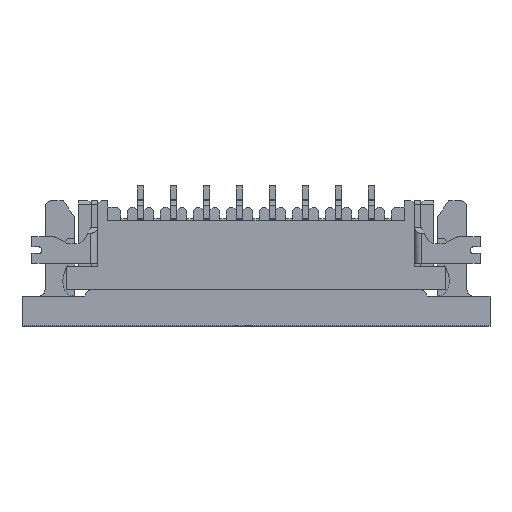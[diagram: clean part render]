
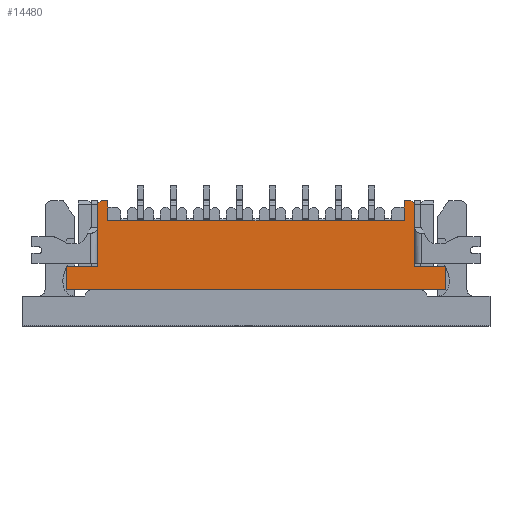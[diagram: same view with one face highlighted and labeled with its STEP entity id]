
A CAD part, top view. The second image highlights one B-rep face of the part: STEP entity #14480.
In plain terms, the highlighted planar face has unit normal (0, 0, 1).
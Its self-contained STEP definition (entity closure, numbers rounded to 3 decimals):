
#825=ORIENTED_EDGE('',*,*,#5208,.T.);
#826=ORIENTED_EDGE('',*,*,#5209,.T.);
#827=ORIENTED_EDGE('',*,*,#5210,.T.);
#828=ORIENTED_EDGE('',*,*,#5211,.T.);
#829=ORIENTED_EDGE('',*,*,#5212,.T.);
#830=ORIENTED_EDGE('',*,*,#5213,.F.);
#831=ORIENTED_EDGE('',*,*,#5214,.F.);
#832=ORIENTED_EDGE('',*,*,#5215,.T.);
#833=ORIENTED_EDGE('',*,*,#5216,.T.);
#834=ORIENTED_EDGE('',*,*,#5217,.T.);
#835=ORIENTED_EDGE('',*,*,#5218,.F.);
#836=ORIENTED_EDGE('',*,*,#5219,.F.);
#837=ORIENTED_EDGE('',*,*,#5220,.T.);
#838=ORIENTED_EDGE('',*,*,#5221,.T.);
#5208=EDGE_CURVE('',#7383,#7384,#8820,.T.);
#5209=EDGE_CURVE('',#7384,#7385,#8821,.T.);
#5210=EDGE_CURVE('',#7385,#7386,#8822,.T.);
#5211=EDGE_CURVE('',#7386,#7387,#8823,.T.);
#5212=EDGE_CURVE('',#7387,#7388,#8824,.T.);
#5213=EDGE_CURVE('',#7389,#7388,#8825,.T.);
#5214=EDGE_CURVE('',#7390,#7389,#8826,.T.);
#5215=EDGE_CURVE('',#7390,#7391,#8827,.T.);
#5216=EDGE_CURVE('',#7391,#7392,#8828,.T.);
#5217=EDGE_CURVE('',#7392,#7393,#8829,.T.);
#5218=EDGE_CURVE('',#7394,#7393,#8830,.T.);
#5219=EDGE_CURVE('',#7395,#7394,#8831,.T.);
#5220=EDGE_CURVE('',#7395,#7396,#8832,.T.);
#5221=EDGE_CURVE('',#7396,#7383,#8833,.T.);
#7383=VERTEX_POINT('',#20743);
#7384=VERTEX_POINT('',#20744);
#7385=VERTEX_POINT('',#20746);
#7386=VERTEX_POINT('',#20748);
#7387=VERTEX_POINT('',#20750);
#7388=VERTEX_POINT('',#20752);
#7389=VERTEX_POINT('',#20754);
#7390=VERTEX_POINT('',#20756);
#7391=VERTEX_POINT('',#20758);
#7392=VERTEX_POINT('',#20760);
#7393=VERTEX_POINT('',#20762);
#7394=VERTEX_POINT('',#20764);
#7395=VERTEX_POINT('',#20766);
#7396=VERTEX_POINT('',#20768);
#8820=LINE('',#20742,#10740);
#8821=LINE('',#20745,#10741);
#8822=LINE('',#20747,#10742);
#8823=LINE('',#20749,#10743);
#8824=LINE('',#20751,#10744);
#8825=LINE('',#20753,#10745);
#8826=LINE('',#20755,#10746);
#8827=LINE('',#20757,#10747);
#8828=LINE('',#20759,#10748);
#8829=LINE('',#20761,#10749);
#8830=LINE('',#20763,#10750);
#8831=LINE('',#20765,#10751);
#8832=LINE('',#20767,#10752);
#8833=LINE('',#20769,#10753);
#10740=VECTOR('',#16655,1000.);
#10741=VECTOR('',#16656,1000.);
#10742=VECTOR('',#16657,1000.);
#10743=VECTOR('',#16658,1000.);
#10744=VECTOR('',#16659,1000.);
#10745=VECTOR('',#16660,1000.);
#10746=VECTOR('',#16661,1000.);
#10747=VECTOR('',#16662,1000.);
#10748=VECTOR('',#16663,1000.);
#10749=VECTOR('',#16664,1000.);
#10750=VECTOR('',#16665,1000.);
#10751=VECTOR('',#16666,1000.);
#10752=VECTOR('',#16667,1000.);
#10753=VECTOR('',#16668,1000.);
#12476=EDGE_LOOP('',(#825,#826,#827,#828,#829,#830,#831,#832,#833,#834,
#835,#836,#837,#838));
#13192=FACE_BOUND('',#12476,.T.);
#13891=PLANE('',#15289);
#14480=ADVANCED_FACE('',(#13192),#13891,.T.);
#15289=AXIS2_PLACEMENT_3D('',#20741,#16653,#16654);
#16653=DIRECTION('',(0.,0.,1.));
#16654=DIRECTION('',(1.,0.,0.));
#16655=DIRECTION('',(0.,-1.,0.));
#16656=DIRECTION('',(-1.,0.,0.));
#16657=DIRECTION('',(0.,1.,0.));
#16658=DIRECTION('',(-1.,0.,0.));
#16659=DIRECTION('',(-0.707,-0.707,0.));
#16660=DIRECTION('',(0.,1.,0.));
#16661=DIRECTION('',(1.,0.,0.));
#16662=DIRECTION('',(0.,-1.,0.));
#16663=DIRECTION('',(1.,0.,0.));
#16664=DIRECTION('',(0.,1.,0.));
#16665=DIRECTION('',(1.,0.,0.));
#16666=DIRECTION('',(0.,-1.,0.));
#16667=DIRECTION('',(-0.707,0.707,0.));
#16668=DIRECTION('',(-1.,0.,0.));
#20741=CARTESIAN_POINT('',(0.,0.,0.6));
#20742=CARTESIAN_POINT('',(4.5,1.35,0.6));
#20743=CARTESIAN_POINT('',(4.5,1.35,0.6));
#20744=CARTESIAN_POINT('',(4.5,0.75,0.6));
#20745=CARTESIAN_POINT('',(-3.9,0.75,0.6));
#20746=CARTESIAN_POINT('',(-4.5,0.75,0.6));
#20747=CARTESIAN_POINT('',(-4.5,1.15,0.6));
#20748=CARTESIAN_POINT('',(-4.5,1.35,0.6));
#20749=CARTESIAN_POINT('',(5.75,1.35,0.6));
#20750=CARTESIAN_POINT('',(-4.7,1.35,0.6));
#20751=CARTESIAN_POINT('',(-3.025,3.025,0.6));
#20752=CARTESIAN_POINT('',(-4.8,1.25,0.6));
#20753=CARTESIAN_POINT('',(-4.8,-0.65,0.6));
#20754=CARTESIAN_POINT('',(-4.8,-0.65,0.6));
#20755=CARTESIAN_POINT('',(-5.75,-0.65,0.6));
#20756=CARTESIAN_POINT('',(-5.75,-0.65,0.6));
#20757=CARTESIAN_POINT('',(-5.75,1.35,0.6));
#20758=CARTESIAN_POINT('',(-5.75,-1.35,0.6));
#20759=CARTESIAN_POINT('',(-5.75,-1.35,0.6));
#20760=CARTESIAN_POINT('',(5.75,-1.35,0.6));
#20761=CARTESIAN_POINT('',(5.75,-1.35,0.6));
#20762=CARTESIAN_POINT('',(5.75,-0.65,0.6));
#20763=CARTESIAN_POINT('',(5.4,-0.65,0.6));
#20764=CARTESIAN_POINT('',(4.8,-0.65,0.6));
#20765=CARTESIAN_POINT('',(4.8,1.35,0.6));
#20766=CARTESIAN_POINT('',(4.8,1.25,0.6));
#20767=CARTESIAN_POINT('',(3.025,3.025,0.6));
#20768=CARTESIAN_POINT('',(4.7,1.35,0.6));
#20769=CARTESIAN_POINT('',(5.75,1.35,0.6));
